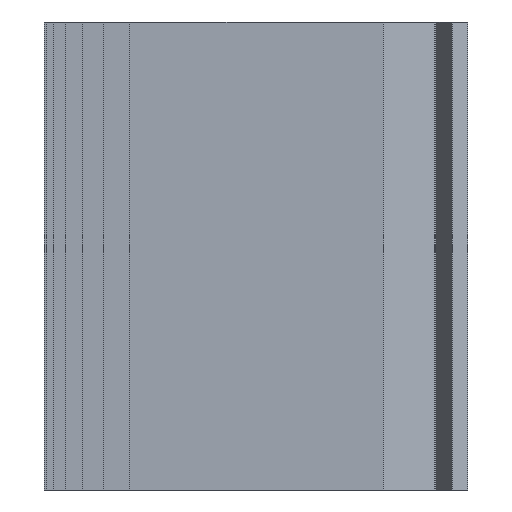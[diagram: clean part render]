
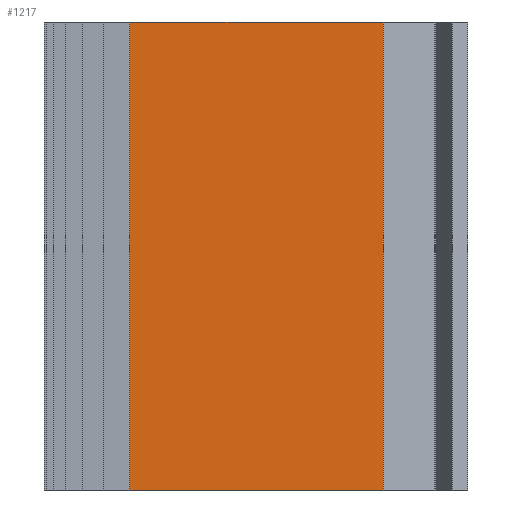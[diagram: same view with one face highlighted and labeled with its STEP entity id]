
A CAD part, left-side view. The second image highlights one B-rep face of the part: STEP entity #1217.
In plain terms, the highlighted planar face has unit normal (-0.999, 0.035, 0).
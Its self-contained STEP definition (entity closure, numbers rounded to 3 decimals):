
#95 = EDGE_LOOP ( 'NONE', ( #254, #494, #1392, #2031 ) ) ;
#246 = CARTESIAN_POINT ( 'NONE',  ( -48.829, 88.768, 285. ) ) ;
#254 = ORIENTED_EDGE ( 'NONE', *, *, #1221, .F. ) ;
#362 = DIRECTION ( 'NONE',  ( 0.035, 0.999, 0. ) ) ;
#426 = DIRECTION ( 'NONE',  ( 0., 0., -1. ) ) ;
#443 = CARTESIAN_POINT ( 'NONE',  ( -47.883, 115.875, 285. ) ) ;
#494 = ORIENTED_EDGE ( 'NONE', *, *, #968, .T. ) ;
#671 = CARTESIAN_POINT ( 'NONE',  ( -48.829, 88.768, 191.229 ) ) ;
#728 = FACE_OUTER_BOUND ( 'NONE', #95, .T. ) ;
#756 = LINE ( 'NONE', #1669, #2215 ) ;
#773 = VERTEX_POINT ( 'NONE', #1002 ) ;
#813 = VECTOR ( 'NONE', #362, 1000. ) ;
#819 = DIRECTION ( 'NONE',  ( -0.035, -0.999, 0. ) ) ;
#828 = VERTEX_POINT ( 'NONE', #1692 ) ;
#894 = EDGE_CURVE ( 'NONE', #1979, #828, #756, .T. ) ;
#919 = PLANE ( 'NONE',  #1372 ) ;
#937 = CARTESIAN_POINT ( 'NONE',  ( -47.883, 115.875, 141.229 ) ) ;
#968 = EDGE_CURVE ( 'NONE', #773, #1158, #1481, .T. ) ;
#1002 = CARTESIAN_POINT ( 'NONE',  ( -48.829, 88.768, 191.229 ) ) ;
#1080 = CARTESIAN_POINT ( 'NONE',  ( -47.883, 115.875, 191.229 ) ) ;
#1092 = DIRECTION ( 'NONE',  ( 0., 0., -1. ) ) ;
#1158 = VERTEX_POINT ( 'NONE', #1080 ) ;
#1217 = ADVANCED_FACE ( 'NONE', ( #728 ), #919, .F. ) ;
#1221 = EDGE_CURVE ( 'NONE', #773, #828, #1478, .T. ) ;
#1272 = CARTESIAN_POINT ( 'NONE',  ( -48.829, 88.768, 285. ) ) ;
#1372 = AXIS2_PLACEMENT_3D ( 'NONE', #246, #1627, #2122 ) ;
#1392 = ORIENTED_EDGE ( 'NONE', *, *, #1932, .T. ) ;
#1478 = LINE ( 'NONE', #1272, #2214 ) ;
#1481 = LINE ( 'NONE', #671, #813 ) ;
#1627 = DIRECTION ( 'NONE',  ( 0.999, -0.035, 0. ) ) ;
#1651 = LINE ( 'NONE', #443, #2176 ) ;
#1669 = CARTESIAN_POINT ( 'NONE',  ( -48.829, 88.768, 141.229 ) ) ;
#1692 = CARTESIAN_POINT ( 'NONE',  ( -48.829, 88.768, 141.229 ) ) ;
#1932 = EDGE_CURVE ( 'NONE', #1158, #1979, #1651, .T. ) ;
#1979 = VERTEX_POINT ( 'NONE', #937 ) ;
#2031 = ORIENTED_EDGE ( 'NONE', *, *, #894, .T. ) ;
#2122 = DIRECTION ( 'NONE',  ( 0.035, 0.999, 0. ) ) ;
#2176 = VECTOR ( 'NONE', #426, 1000. ) ;
#2214 = VECTOR ( 'NONE', #1092, 1000. ) ;
#2215 = VECTOR ( 'NONE', #819, 1000. ) ;
